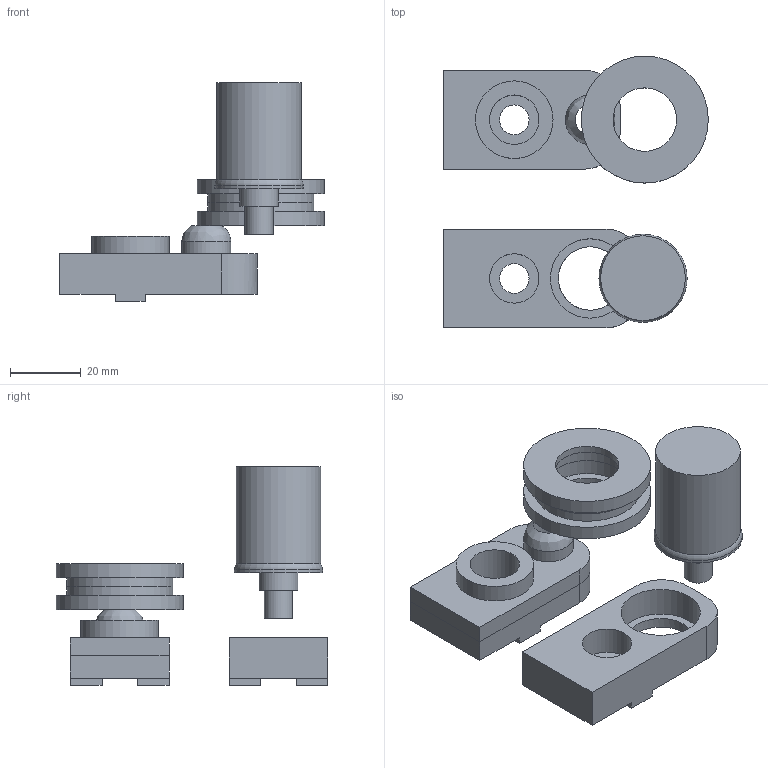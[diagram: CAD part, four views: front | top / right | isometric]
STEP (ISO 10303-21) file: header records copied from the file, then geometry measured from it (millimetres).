
FILE_DESCRIPTION(/* description */ (''),/* implementation_level */ '2;1');
FILE_NAME(/* name */ 'SpoolHolderBracket.stp',/* time_stamp */ '2014-06-26T21:23:45+02:00',/* author */ (''),/* organization */ (''),/* preprocessor_version */ 'ST-DEVELOPER v15.6',/* originating_system */ 'Autodesk Translator Framework v3.0.0.6910',/* authorisation */ '');
FILE_SCHEMA (('AUTOMOTIVE_DESIGN { 1 0 10303 214 3 1 1 }'));
Length unit declared in the file: centimetre
Products named in the file (9): Component8; Component3 (1); Component3; roller-idler v11; Component3 (2); roller-idler v11 (1); Component6; Component9; roller-mount_top v21
Bounding box: 75 x 77 x 61.96 mm (x, y, z)
Volume: 49393.5 mm3; surface area: 22903.4 mm2
Topology: 6 solids, 6 shells, 83 faces, 188 edges, 126 vertices
Faces by surface type: plane 52, cylinder 29, torus 1, bspline 1
Full cylindrical faces by diameter (mm): 8 x1, 8.4 x2, 8.5 x2, 11 x1, 14 x4, 18 x3, 22 x1, 22.5 x3, 24 x1, 25 x1, 30 x2, 36 x2
Entity records: 2399 total; most frequent: DIRECTION 415, CARTESIAN_POINT 404, ORIENTED_EDGE 314, AXIS2_PLACEMENT_3D 160, EDGE_CURVE 157, EDGE_LOOP 132, VERTEX_POINT 119, LINE 95
